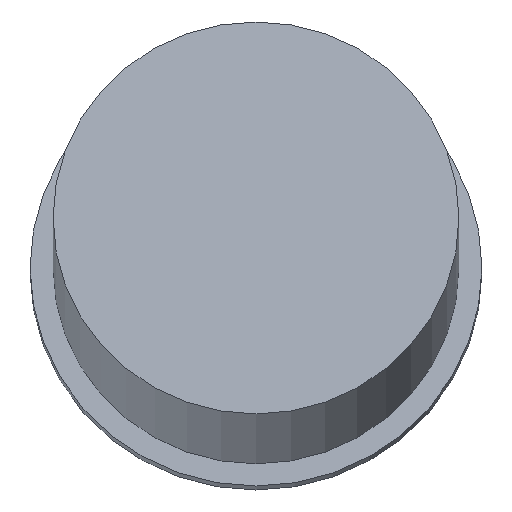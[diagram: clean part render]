
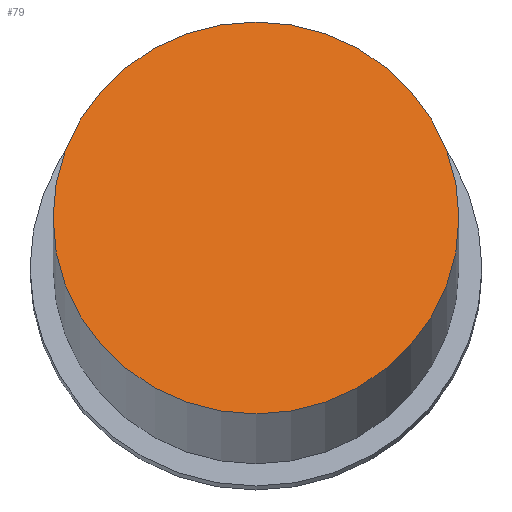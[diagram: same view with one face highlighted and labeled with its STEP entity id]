
A CAD part, top view. The second image highlights one B-rep face of the part: STEP entity #79.
In plain terms, the highlighted planar face has unit normal (0, 0.259, 0.966).
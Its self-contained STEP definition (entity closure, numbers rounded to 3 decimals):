
#29=FACE_OUTER_BOUND('',#36,.T.);
#36=EDGE_LOOP('',(#67));
#42=CIRCLE('',#92,2.65);
#47=VERTEX_POINT('',#137);
#54=EDGE_CURVE('',#47,#47,#42,.T.);
#67=ORIENTED_EDGE('',*,*,#54,.T.);
#74=PLANE('',#91);
#79=ADVANCED_FACE('',(#29),#74,.F.);
#91=AXIS2_PLACEMENT_3D('',#136,#114,#115);
#92=AXIS2_PLACEMENT_3D('',#138,#116,#117);
#114=DIRECTION('center_axis',(0.,-0.259,-0.966));
#115=DIRECTION('ref_axis',(-1.,0.,0.));
#116=DIRECTION('center_axis',(0.,0.259,0.966));
#117=DIRECTION('ref_axis',(-1.,0.,0.));
#136=CARTESIAN_POINT('Origin',(-7.6,17.605,44.198));
#137=CARTESIAN_POINT('',(-4.95,17.605,44.198));
#138=CARTESIAN_POINT('Origin',(-7.6,17.605,44.198));
